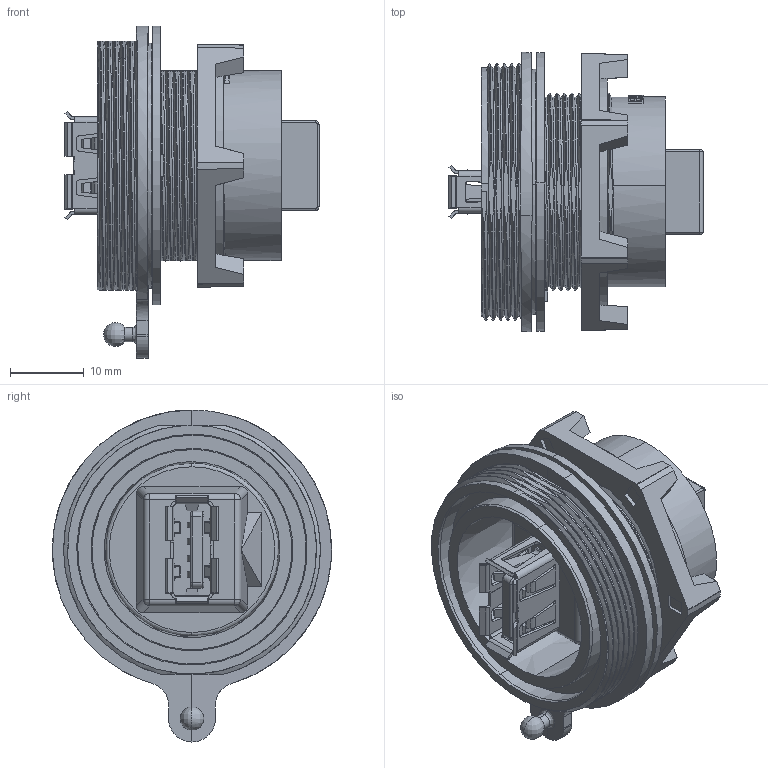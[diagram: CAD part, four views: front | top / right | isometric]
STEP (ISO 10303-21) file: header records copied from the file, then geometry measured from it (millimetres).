
FILE_DESCRIPTION(('STEP AP242'),'1');
FILE_NAME('px0842-a.stp','2023-02-16T15:22:26',('TraceParts'),('TraceParts S.A.'),'Spatial InterOp 3D',' ',' ');
FILE_SCHEMA(('AP242_MANAGED_MODEL_BASED_3D_ENGINEERING_MIM_LF {1 0 10303 442 1 1 4}'));
Length unit declared in the file: millimetre
Products named in the file (1): px0842-a_1
Bounding box: 34.5 x 37.93 x 45.09 mm (x, y, z)
Volume: 12573 mm3; surface area: 13152.3 mm2
Topology: 3 solids, 3 shells, 1034 faces, 2952 edges, 1901 vertices
Faces by surface type: plane 546, cylinder 260, bspline 142, cone 86
Entity records: 59561 total; most frequent: CARTESIAN_POINT 23936, ORIENTED_EDGE 5888, DIRECTION 5197, EDGE_CURVE 2944, VERTEX_POINT 1901, AXIS2_PLACEMENT_3D 1840, PRESENTATION_STYLE_ASSIGNMENT 1533, COLOUR_RGB 1533
